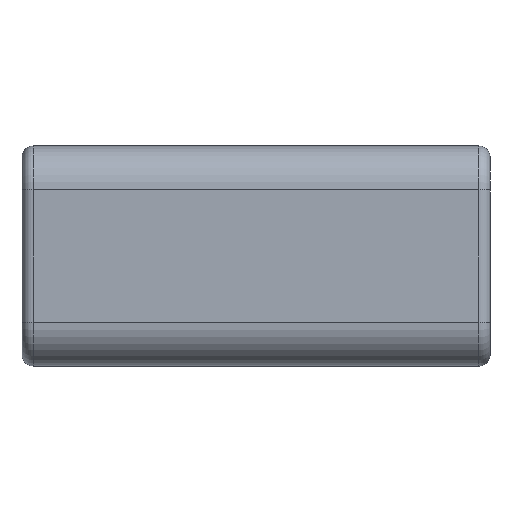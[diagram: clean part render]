
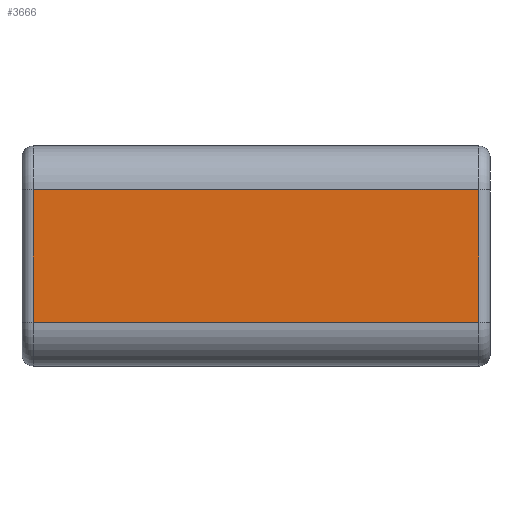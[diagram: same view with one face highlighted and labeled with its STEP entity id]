
A CAD part, left-side view. The second image highlights one B-rep face of the part: STEP entity #3666.
In plain terms, the highlighted planar face has unit normal (-1, 0, 0).
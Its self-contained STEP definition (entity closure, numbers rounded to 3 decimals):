
#267=PLANE('',#3922);
#472=FACE_OUTER_BOUND('',#691,.T.);
#691=EDGE_LOOP('',(#3400,#3401,#3402,#3403));
#1038=LINE('',#6487,#1406);
#1040=LINE('',#6495,#1408);
#1046=LINE('',#6532,#1414);
#1052=LINE('',#6561,#1420);
#1406=VECTOR('',#4633,10.);
#1408=VECTOR('',#4645,10.);
#1414=VECTOR('',#4697,10.);
#1420=VECTOR('',#4739,10.);
#1821=VERTEX_POINT('',#6450);
#1831=VERTEX_POINT('',#6483);
#1832=VERTEX_POINT('',#6490);
#1838=VERTEX_POINT('',#6524);
#2322=EDGE_CURVE('',#1821,#1831,#1038,.T.);
#2327=EDGE_CURVE('',#1832,#1821,#1040,.T.);
#2346=EDGE_CURVE('',#1838,#1832,#1046,.T.);
#2361=EDGE_CURVE('',#1831,#1838,#1052,.T.);
#3400=ORIENTED_EDGE('',*,*,#2322,.T.);
#3401=ORIENTED_EDGE('',*,*,#2361,.T.);
#3402=ORIENTED_EDGE('',*,*,#2346,.T.);
#3403=ORIENTED_EDGE('',*,*,#2327,.T.);
#3666=ADVANCED_FACE('',(#472),#267,.F.);
#3922=AXIS2_PLACEMENT_3D('',#6583,#4772,#4773);
#4633=DIRECTION('',(0.,-1.,0.));
#4645=DIRECTION('',(0.,0.,-1.));
#4697=DIRECTION('',(0.,1.,0.));
#4739=DIRECTION('',(0.,0.,1.));
#4772=DIRECTION('center_axis',(1.,0.,0.));
#4773=DIRECTION('ref_axis',(0.,0.,1.));
#6450=CARTESIAN_POINT('',(-19.5,-21.25,-5.1));
#6483=CARTESIAN_POINT('',(-19.5,-41.5,-5.1));
#6487=CARTESIAN_POINT('',(-19.5,-20.75,-5.1));
#6490=CARTESIAN_POINT('',(-19.5,-21.25,0.9));
#6495=CARTESIAN_POINT('',(-19.5,-21.25,-4.6));
#6524=CARTESIAN_POINT('',(-19.5,-41.5,0.9));
#6532=CARTESIAN_POINT('',(-19.5,-20.75,0.9));
#6561=CARTESIAN_POINT('',(-19.5,-41.5,-4.6));
#6583=CARTESIAN_POINT('Origin',(-19.5,-20.75,-7.1));
